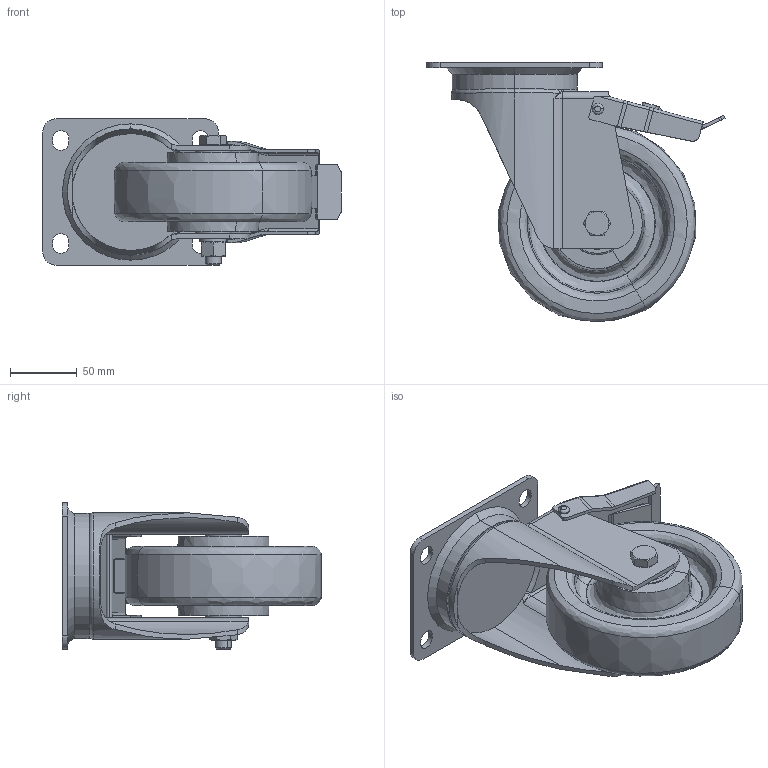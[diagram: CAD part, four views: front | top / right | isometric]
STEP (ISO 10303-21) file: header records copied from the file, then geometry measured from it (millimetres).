
FILE_DESCRIPTION (( 'STEP AP214' ), '1' );
FILE_NAME ('0035160_L-MV-TPKH-150-K-3-DSN_(A-01).step', '2019-10-28T08:30:10', ( '' ), ( '' ), 'SwSTEP 2.0', 'SolidWorks 2018', '' );
FILE_SCHEMA (( 'AUTOMOTIVE_DESIGN' ));
Length unit declared in the file: millimetre
Products named in the file (1): 0035160_L-MV-TPKH-150-K-3-DSN_(A-01)
Bounding box: 224.28 x 194.78 x 110 mm (x, y, z)
Volume: 923914.8 mm3; surface area: 280429.4 mm2
Topology: 21 solids, 21 shells, 693 faces, 1736 edges, 1092 vertices
Faces by surface type: plane 238, cylinder 191, bspline 134, torus 88, cone 42
Entity records: 33153 total; most frequent: CARTESIAN_POINT 9402, ORIENTED_EDGE 3464, DIRECTION 3208, EDGE_CURVE 1732, AXIS2_PLACEMENT_3D 1284, VERTEX_POINT 1092, EDGE_LOOP 758, CIRCLE 724
